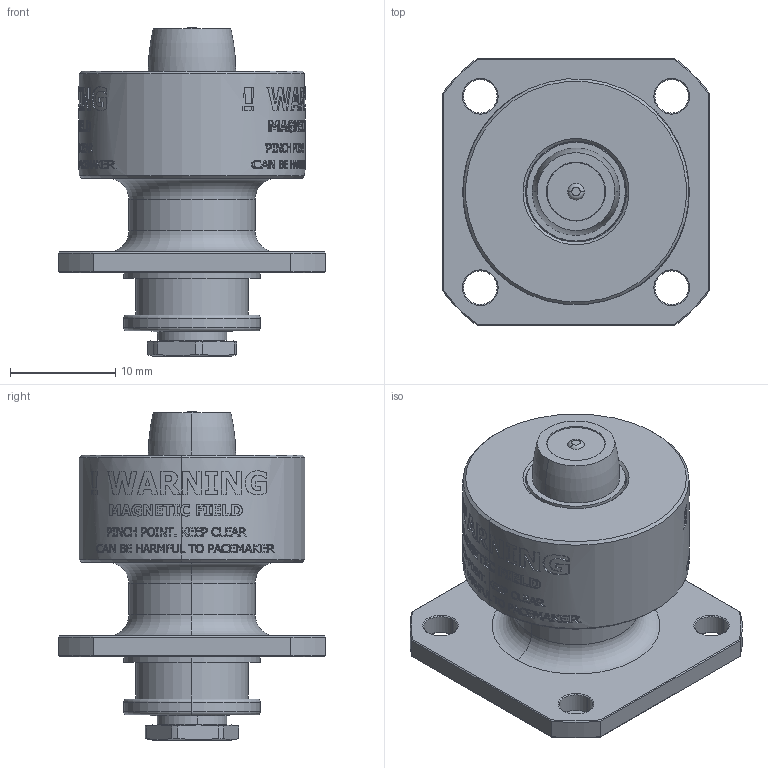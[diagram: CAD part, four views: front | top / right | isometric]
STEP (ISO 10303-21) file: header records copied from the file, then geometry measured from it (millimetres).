
FILE_DESCRIPTION (( 'STEP AP214' ), '1' );
FILE_NAME ('99M-277-1-H3-AH.STEP', '2024-12-12T13:00:54', ( '' ), ( '' ), 'SwSTEP 2.0', 'SolidWorks 2024', '' );
FILE_SCHEMA (( 'AUTOMOTIVE_DESIGN' ));
Length unit declared in the file: millimetre
Products named in the file (1): 99M-277-1-H3-AH
Bounding box: 25.4 x 25.4 x 31.2 mm (x, y, z)
Surface area: 4397.8 mm2 (no closed solid volume)
Topology: 0 solids, 8 shells, 1617 faces, 5286 edges, 3571 vertices
Faces by surface type: plane 962, bspline 338, cylinder 260, cone 43, torus 14
Entity records: 71277 total; most frequent: CARTESIAN_POINT 28649, ORIENTED_EDGE 9159, DIRECTION 7770, EDGE_CURVE 5286, VERTEX_POINT 3571, AXIS2_PLACEMENT_3D 2602, VECTOR 2566, LINE 2566
